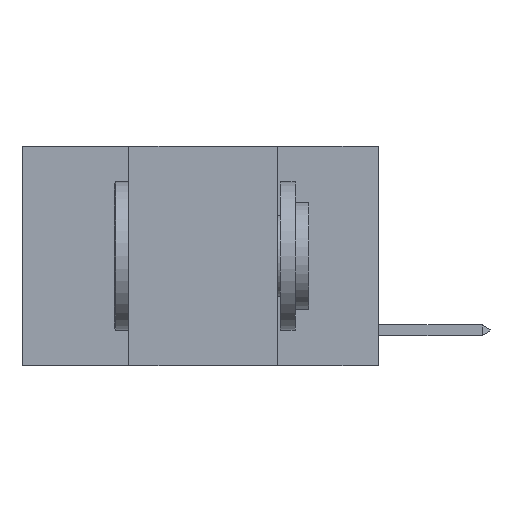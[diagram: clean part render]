
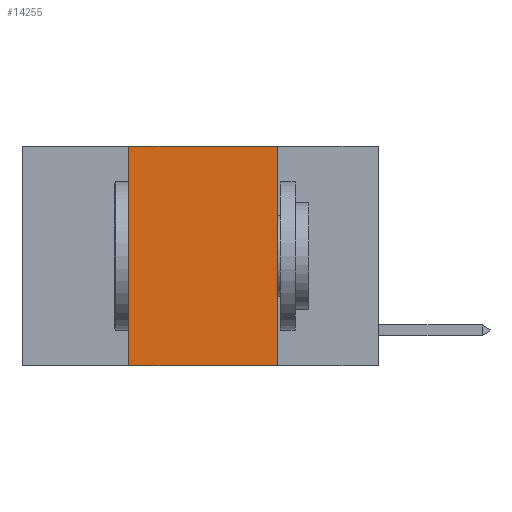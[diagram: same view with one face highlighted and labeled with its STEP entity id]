
A CAD part, left-side view. The second image highlights one B-rep face of the part: STEP entity #14255.
In plain terms, the highlighted planar face has unit normal (-1, 0, 0).
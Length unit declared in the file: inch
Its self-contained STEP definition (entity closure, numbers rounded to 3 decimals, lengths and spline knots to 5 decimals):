
#790 = VECTOR ( 'NONE', #16479, 39.37008 ) ;
#1716 = VERTEX_POINT ( 'NONE', #6683 ) ;
#2165 = DIRECTION ( 'NONE',  ( 0., -1., 0. ) ) ;
#3478 = LINE ( 'NONE', #10565, #21538 ) ;
#3577 = VERTEX_POINT ( 'NONE', #26497 ) ;
#3792 = VERTEX_POINT ( 'NONE', #22832 ) ;
#5821 = CARTESIAN_POINT ( 'NONE',  ( 0., 0.6, 0. ) ) ;
#6291 = VECTOR ( 'NONE', #10837, 39.37008 ) ;
#6502 = VECTOR ( 'NONE', #2165, 39.37008 ) ;
#6683 = CARTESIAN_POINT ( 'NONE',  ( 0., 0.42, -0.37 ) ) ;
#8103 = DIRECTION ( 'NONE',  ( 0., 0., -1. ) ) ;
#8257 = AXIS2_PLACEMENT_3D ( 'NONE', #5821, #21618, #8103 ) ;
#10565 = CARTESIAN_POINT ( 'NONE',  ( 0., 0.6, 0. ) ) ;
#10837 = DIRECTION ( 'NONE',  ( 0., 0., -1. ) ) ;
#11676 = ORIENTED_EDGE ( 'NONE', *, *, #23298, .F. ) ;
#12311 = LINE ( 'NONE', #22069, #6291 ) ;
#14255 = ADVANCED_FACE ( 'NONE', ( #14471 ), #14717, .F. ) ;
#14386 = EDGE_LOOP ( 'NONE', ( #27568, #16247, #11676, #25433 ) ) ;
#14471 = FACE_OUTER_BOUND ( 'NONE', #14386, .T. ) ;
#14717 = PLANE ( 'NONE',  #8257 ) ;
#16247 = ORIENTED_EDGE ( 'NONE', *, *, #18643, .F. ) ;
#16479 = DIRECTION ( 'NONE',  ( 0., 0., 1. ) ) ;
#18028 = CARTESIAN_POINT ( 'NONE',  ( 0., 0.6, -0.37 ) ) ;
#18643 = EDGE_CURVE ( 'NONE', #20506, #3577, #3478, .T. ) ;
#20506 = VERTEX_POINT ( 'NONE', #24247 ) ;
#21538 = VECTOR ( 'NONE', #26358, 39.37008 ) ;
#21618 = DIRECTION ( 'NONE',  ( 1., 0., 0. ) ) ;
#21779 = EDGE_CURVE ( 'NONE', #1716, #3792, #24551, .T. ) ;
#22069 = CARTESIAN_POINT ( 'NONE',  ( 0., 0.17, 0. ) ) ;
#22832 = CARTESIAN_POINT ( 'NONE',  ( 0., 0.17, -0.37 ) ) ;
#23298 = EDGE_CURVE ( 'NONE', #1716, #20506, #24937, .T. ) ;
#23301 = CARTESIAN_POINT ( 'NONE',  ( 0., 0.42, 0. ) ) ;
#24247 = CARTESIAN_POINT ( 'NONE',  ( 0., 0.42, 0. ) ) ;
#24551 = LINE ( 'NONE', #18028, #6502 ) ;
#24937 = LINE ( 'NONE', #23301, #790 ) ;
#25433 = ORIENTED_EDGE ( 'NONE', *, *, #21779, .T. ) ;
#26358 = DIRECTION ( 'NONE',  ( 0., -1., 0. ) ) ;
#26497 = CARTESIAN_POINT ( 'NONE',  ( 0., 0.17, 0. ) ) ;
#27568 = ORIENTED_EDGE ( 'NONE', *, *, #27848, .F. ) ;
#27848 = EDGE_CURVE ( 'NONE', #3577, #3792, #12311, .T. ) ;
